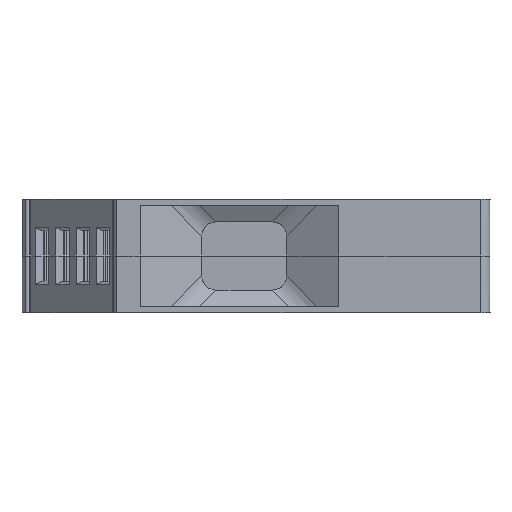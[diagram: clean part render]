
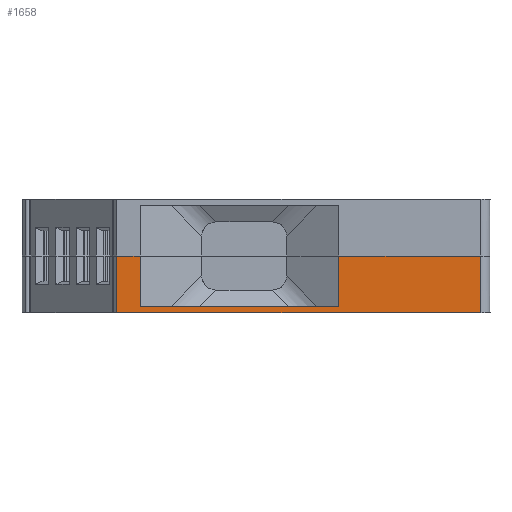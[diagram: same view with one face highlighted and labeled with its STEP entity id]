
A CAD part, left-side view. The second image highlights one B-rep face of the part: STEP entity #1658.
In plain terms, the highlighted planar face has unit normal (-1, 0, 0).
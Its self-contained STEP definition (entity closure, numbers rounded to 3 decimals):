
#183=B_SPLINE_CURVE_WITH_KNOTS('',3,(#8926,#8927,#8928,#8929),
 .UNSPECIFIED.,.F.,.F.,(4,4),(0.,1.),.UNSPECIFIED.);
#184=B_SPLINE_CURVE_WITH_KNOTS('',3,(#8938,#8939,#8940,#8941),
 .UNSPECIFIED.,.F.,.F.,(4,4),(0.,1.),.UNSPECIFIED.);
#434=LINE('',#8924,#1092);
#435=LINE('',#8932,#1093);
#436=LINE('',#8934,#1094);
#437=LINE('',#8936,#1095);
#438=LINE('',#8942,#1096);
#439=LINE('',#8944,#1097);
#1092=VECTOR('',#7067,1.);
#1093=VECTOR('',#7070,1.);
#1094=VECTOR('',#7071,1.);
#1095=VECTOR('',#7072,1.);
#1096=VECTOR('',#7073,1.);
#1097=VECTOR('',#7074,1.);
#1658=ADVANCED_FACE('',(#2290),#2008,.F.);
#2008=PLANE('',#6400);
#2290=FACE_OUTER_BOUND('',#2644,.T.);
#2644=EDGE_LOOP('',(#3197,#3198,#3199,#3200,#3201,#3202,#3203,#3204));
#3197=ORIENTED_EDGE('',*,*,#5535,.F.);
#3198=ORIENTED_EDGE('',*,*,#5536,.T.);
#3199=ORIENTED_EDGE('',*,*,#5537,.T.);
#3200=ORIENTED_EDGE('',*,*,#5538,.F.);
#3201=ORIENTED_EDGE('',*,*,#5539,.F.);
#3202=ORIENTED_EDGE('',*,*,#5534,.T.);
#3203=ORIENTED_EDGE('',*,*,#5540,.T.);
#3204=ORIENTED_EDGE('',*,*,#5541,.T.);
#4940=VERTEX_POINT('',#8918);
#4943=VERTEX_POINT('',#8923);
#4944=VERTEX_POINT('',#8930);
#4945=VERTEX_POINT('',#8931);
#4946=VERTEX_POINT('',#8933);
#4947=VERTEX_POINT('',#8935);
#4948=VERTEX_POINT('',#8937);
#4949=VERTEX_POINT('',#8943);
#5534=EDGE_CURVE('',#4940,#4943,#434,.T.);
#5535=EDGE_CURVE('',#4944,#4945,#183,.T.);
#5536=EDGE_CURVE('',#4944,#4946,#435,.T.);
#5537=EDGE_CURVE('',#4946,#4947,#436,.T.);
#5538=EDGE_CURVE('',#4948,#4947,#437,.T.);
#5539=EDGE_CURVE('',#4940,#4948,#184,.T.);
#5540=EDGE_CURVE('',#4943,#4949,#438,.T.);
#5541=EDGE_CURVE('',#4949,#4945,#439,.T.);
#6400=AXIS2_PLACEMENT_3D('',#8945,#7075,#7076);
#7067=DIRECTION('',(0.,0.,-1.));
#7070=DIRECTION('',(0.,0.,-1.));
#7071=DIRECTION('',(0.,1.,0.));
#7072=DIRECTION('',(0.,0.,-1.));
#7073=DIRECTION('',(0.,-1.,0.));
#7074=DIRECTION('',(0.,0.,1.));
#7075=DIRECTION('',(1.,0.,0.));
#7076=DIRECTION('',(0.,-1.,0.));
#8918=CARTESIAN_POINT('',(-25.,35.8,6.));
#8923=CARTESIAN_POINT('',(-25.,35.8,0.));
#8924=CARTESIAN_POINT('',(-25.,35.8,6.));
#8926=CARTESIAN_POINT('',(-25.,12.3,6.));
#8927=CARTESIAN_POINT('',(-25.,7.3,6.));
#8928=CARTESIAN_POINT('',(-25.,2.3,6.));
#8929=CARTESIAN_POINT('',(-25.,-2.7,6.));
#8930=CARTESIAN_POINT('',(-25.,12.3,6.));
#8931=CARTESIAN_POINT('',(-25.,-2.7,6.));
#8932=CARTESIAN_POINT('',(-25.,12.3,6.));
#8933=CARTESIAN_POINT('',(-25.,12.3,0.7));
#8934=CARTESIAN_POINT('',(-25.,35.8,0.7));
#8935=CARTESIAN_POINT('',(-25.,33.3,0.7));
#8936=CARTESIAN_POINT('',(-25.,33.3,6.));
#8937=CARTESIAN_POINT('',(-25.,33.3,6.));
#8938=CARTESIAN_POINT('',(-25.,35.8,6.));
#8939=CARTESIAN_POINT('',(-25.,34.967,6.));
#8940=CARTESIAN_POINT('',(-25.,34.133,6.));
#8941=CARTESIAN_POINT('',(-25.,33.3,6.));
#8942=CARTESIAN_POINT('',(-25.,35.8,0.));
#8943=CARTESIAN_POINT('',(-25.,-2.7,0.));
#8944=CARTESIAN_POINT('',(-25.,-2.7,6.));
#8945=CARTESIAN_POINT('',(-25.,35.8,6.));
